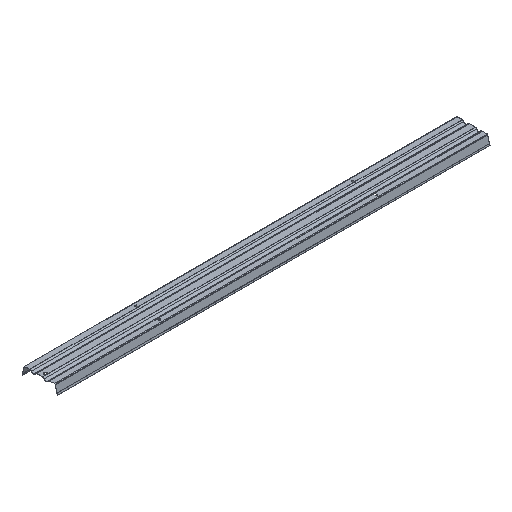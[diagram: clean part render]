
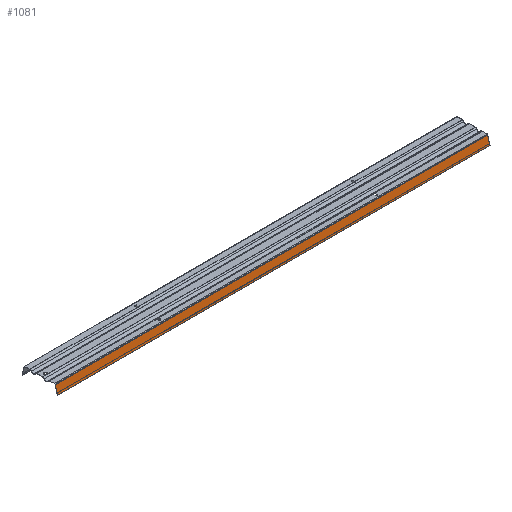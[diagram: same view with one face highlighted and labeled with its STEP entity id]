
A CAD part, isometric view. The second image highlights one B-rep face of the part: STEP entity #1081.
In plain terms, the highlighted planar face has unit normal (0, -0.97, 0.242).
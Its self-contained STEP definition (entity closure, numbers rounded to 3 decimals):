
#40=PLANE('',#1182);
#93=FACE_OUTER_BOUND('',#142,.T.);
#142=EDGE_LOOP('',(#953,#954,#955,#956));
#202=LINE('',#1778,#305);
#246=LINE('',#2013,#349);
#248=LINE('',#2017,#351);
#249=LINE('',#2018,#352);
#305=VECTOR('',#1352,1.);
#349=VECTOR('',#1472,1.);
#351=VECTOR('',#1476,1.);
#352=VECTOR('',#1477,1.);
#471=VERTEX_POINT('',#1775);
#472=VERTEX_POINT('',#1777);
#517=VERTEX_POINT('',#2012);
#518=VERTEX_POINT('',#2016);
#606=EDGE_CURVE('',#471,#472,#202,.T.);
#674=EDGE_CURVE('',#517,#472,#246,.T.);
#676=EDGE_CURVE('',#518,#471,#248,.T.);
#677=EDGE_CURVE('',#518,#517,#249,.T.);
#953=ORIENTED_EDGE('',*,*,#606,.F.);
#954=ORIENTED_EDGE('',*,*,#676,.F.);
#955=ORIENTED_EDGE('',*,*,#677,.T.);
#956=ORIENTED_EDGE('',*,*,#674,.T.);
#1081=ADVANCED_FACE('',(#93),#40,.T.);
#1182=AXIS2_PLACEMENT_3D('',#2015,#1474,#1475);
#1352=DIRECTION('',(0.,-0.242,-0.97));
#1472=DIRECTION('',(1.,0.,0.));
#1474=DIRECTION('center_axis',(0.,-0.97,0.242));
#1475=DIRECTION('ref_axis',(0.,-0.242,-0.97));
#1476=DIRECTION('',(1.,0.,0.));
#1477=DIRECTION('',(0.,-0.242,-0.97));
#1775=CARTESIAN_POINT('',(1066.194,-11.221,18.929));
#1777=CARTESIAN_POINT('',(1066.194,-15.904,0.145));
#1778=CARTESIAN_POINT('',(1066.194,-10.451,22.017));
#2012=CARTESIAN_POINT('',(66.194,-15.904,0.145));
#2013=CARTESIAN_POINT('',(66.194,-15.904,0.145));
#2015=CARTESIAN_POINT('Origin',(66.194,-11.221,18.929));
#2016=CARTESIAN_POINT('',(66.194,-11.221,18.929));
#2017=CARTESIAN_POINT('',(66.194,-11.221,18.929));
#2018=CARTESIAN_POINT('',(66.194,-11.221,18.929));
